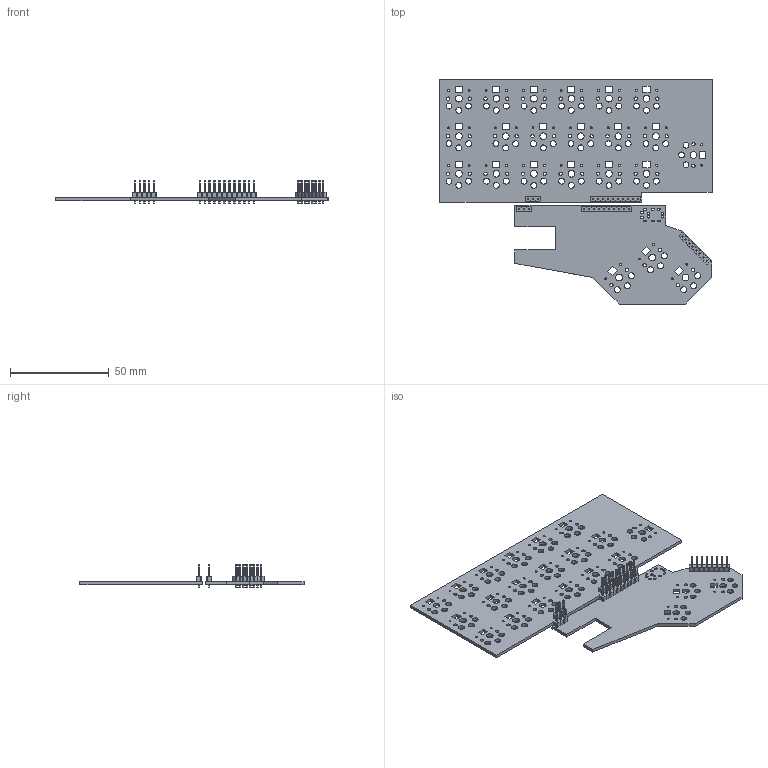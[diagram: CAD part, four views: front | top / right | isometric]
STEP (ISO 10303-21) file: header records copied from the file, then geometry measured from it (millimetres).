
FILE_DESCRIPTION(('KiCad electronic assembly'),'2;1');
FILE_NAME('yubino-hara.step','2024-05-30T16:39:23',('Pcbnew'),('Kicad'), 'Open CASCADE STEP processor 7.7','KiCad to STEP converter','Unknown' );
FILE_SCHEMA(('AUTOMOTIVE_DESIGN { 1 0 10303 214 1 1 1 1 }'));
Length unit declared in the file: millimetre
Products named in the file (11): yubino-hara 1; PinHeader_1x08_P2.54mm_Vertical; PinHeader_1x08_P254mm_Vertical; PinHeader_1x03_P2.54mm_Vertical; PinHeader_1x03_P254mm_Vertical; PinHeader_1x10_P2.54mm_Vertical; PinHeader_1x10_P254mm_Vertical; _autosave-sepsepkbd_PCB_1; _autosave-sepsepkbd_PCB_2; _autosave-sepsepkbd_PCB_3; _autosave-sepsepkbd_PCB_4
Assembly tree (12 placements, depth 3):
  yubino-hara 1
    PinHeader_1x08_P2.54mm_Vertical
      PinHeader_1x08_P254mm_Vertical
    PinHeader_1x03_P2.54mm_Vertical  x2
      PinHeader_1x03_P254mm_Vertical
    PinHeader_1x10_P2.54mm_Vertical  x2
      PinHeader_1x10_P254mm_Vertical
    _autosave-sepsepkbd_PCB_1
    _autosave-sepsepkbd_PCB_2
    _autosave-sepsepkbd_PCB_3
    _autosave-sepsepkbd_PCB_4
Bounding box: 138.12 x 113.74 x 11.54 mm (x, y, z)
Volume: 35252.3 mm3; surface area: 52593 mm2
Topology: 9 solids, 9 shells, 1552 faces, 4126 edges, 2660 vertices
Faces by surface type: plane 1092, cylinder 460
Full cylindrical faces by diameter (mm): 0.991 x88, 1 x68, 1.2 x8, 1.702 x88, 3 x132, 3.429 x44
Entity records: 44576 total; most frequent: CARTESIAN_POINT 6789, DIRECTION 6770, ORIENTED_EDGE 6720, EDGE_CURVE 3360, LINE 2440, VECTOR 2440, FACE_BOUND 2250, EDGE_LOOP 2250
